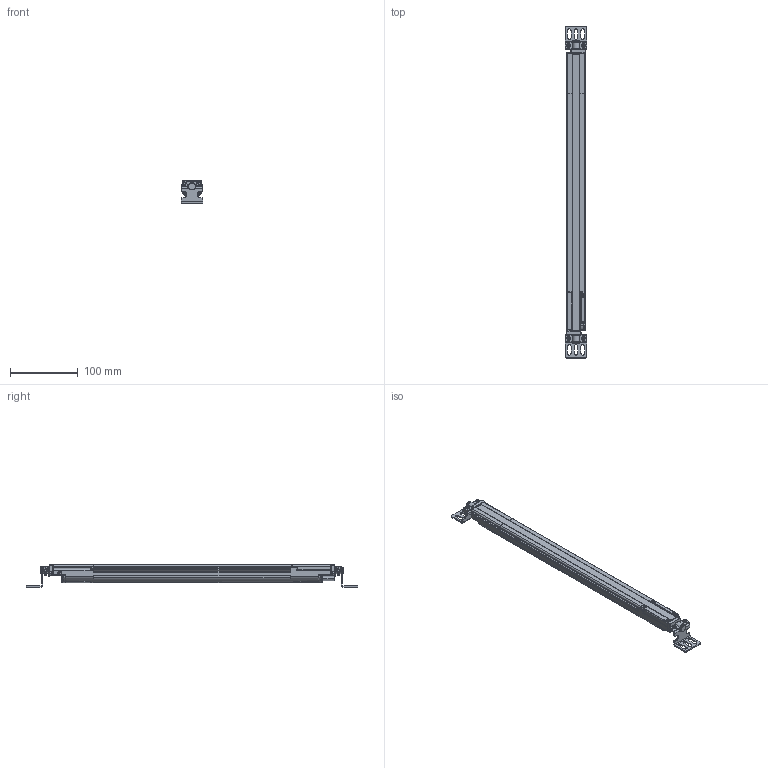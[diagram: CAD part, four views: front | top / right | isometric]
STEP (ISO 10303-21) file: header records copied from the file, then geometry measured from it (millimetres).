
FILE_DESCRIPTION((''),'2;1');
FILE_NAME('141899_SM01_ASM','2025-07-09T10:33:57',('banengservice'),('BANNER ENGINEERING'),'CREO PARAMETRIC BY PTC INC, 2022414','CREO PARAMETRIC BY PTC INC, 2022414','');
FILE_SCHEMA(('CONFIG_CONTROL_DESIGN'));
Products named in the file (3): 141899_EP01; EZS_OUTER_BRACKET_EP01; 141899_SM01_ASM
Assembly tree (3 placements, depth 2):
  141899_SM01_ASM
    141899_EP01
    EZS_OUTER_BRACKET_EP01  x2
Bounding box: 32 x 489.05 x 33.03 mm (x, y, z)
Volume: 258106.2 mm3; surface area: 70593.9 mm2
Topology: 3 solids, 3 shells, 2578 faces, 7557 edges, 4762 vertices
Faces by surface type: plane 1002, cylinder 944, bspline 319, torus 203, sphere 57, cone 53
Entity records: 214032 total; most frequent: CARTESIAN_POINT 155021, ORIENTED_EDGE 13556, DIRECTION 10969, EDGE_CURVE 6778, VERTEX_POINT 4278, VECTOR 3771, LINE 3771, AXIS2_PLACEMENT_3D 3599
